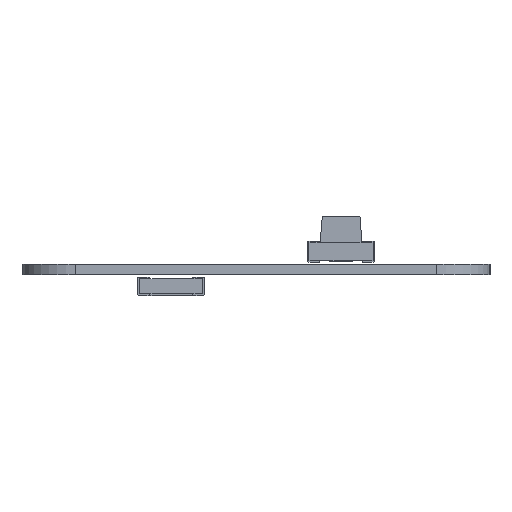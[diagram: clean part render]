
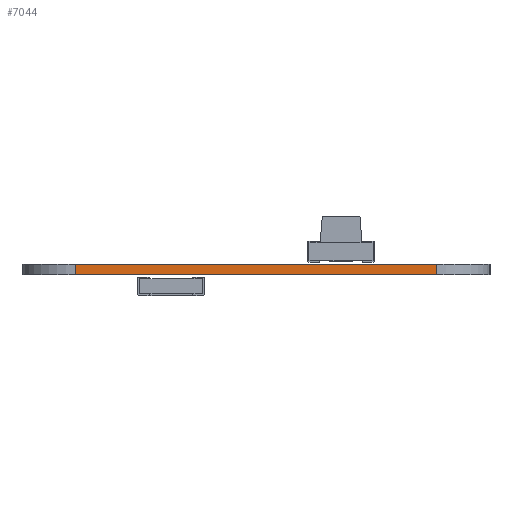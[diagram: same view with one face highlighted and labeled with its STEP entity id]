
A CAD part, left-side view. The second image highlights one B-rep face of the part: STEP entity #7044.
In plain terms, the highlighted planar face has unit normal (-1, 0, 0).
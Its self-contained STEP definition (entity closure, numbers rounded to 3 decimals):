
#5585 = PLANE('',#5586);
#5586 = AXIS2_PLACEMENT_3D('',#5587,#5588,#5589);
#5587 = CARTESIAN_POINT('',(0.762,0.,0.254));
#5588 = DIRECTION('',(0.,0.,1.));
#5589 = DIRECTION('',(1.,0.,-0.));
#5613 = CYLINDRICAL_SURFACE('',#5614,1.27);
#5614 = AXIS2_PLACEMENT_3D('',#5615,#5616,#5617);
#5615 = CARTESIAN_POINT('',(-31.75,4.318,0.));
#5616 = DIRECTION('',(-0.,-0.,-1.));
#5617 = DIRECTION('',(1.,0.,-0.));
#5639 = PLANE('',#5640);
#5640 = AXIS2_PLACEMENT_3D('',#5641,#5642,#5643);
#5641 = CARTESIAN_POINT('',(0.762,0.,0.));
#5642 = DIRECTION('',(0.,0.,1.));
#5643 = DIRECTION('',(1.,0.,-0.));
#5734 = VERTEX_POINT('',#5735);
#5735 = CARTESIAN_POINT('',(-33.02,4.318,0.254));
#5757 = EDGE_CURVE('',#5758,#5734,#5760,.T.);
#5758 = VERTEX_POINT('',#5759);
#5759 = CARTESIAN_POINT('',(-33.02,4.318,0.));
#5760 = SURFACE_CURVE('',#5761,(#5765,#5772),.PCURVE_S1.);
#5761 = LINE('',#5762,#5763);
#5762 = CARTESIAN_POINT('',(-33.02,4.318,0.));
#5763 = VECTOR('',#5764,1.);
#5764 = DIRECTION('',(0.,0.,1.));
#5765 = PCURVE('',#5613,#5766);
#5766 = DEFINITIONAL_REPRESENTATION('',(#5767),#5771);
#5767 = LINE('',#5768,#5769);
#5768 = CARTESIAN_POINT('',(-3.142,0.));
#5769 = VECTOR('',#5770,1.);
#5770 = DIRECTION('',(-0.,-1.));
#5771 = ( GEOMETRIC_REPRESENTATION_CONTEXT(2) 
PARAMETRIC_REPRESENTATION_CONTEXT() REPRESENTATION_CONTEXT('2D SPACE',''
  ) );
#5772 = PCURVE('',#5773,#5778);
#5773 = PLANE('',#5774);
#5774 = AXIS2_PLACEMENT_3D('',#5775,#5776,#5777);
#5775 = CARTESIAN_POINT('',(-33.02,4.318,0.));
#5776 = DIRECTION('',(1.,0.,-0.));
#5777 = DIRECTION('',(0.,-1.,0.));
#5778 = DEFINITIONAL_REPRESENTATION('',(#5779),#5783);
#5779 = LINE('',#5780,#5781);
#5780 = CARTESIAN_POINT('',(0.,0.));
#5781 = VECTOR('',#5782,1.);
#5782 = DIRECTION('',(0.,-1.));
#5783 = ( GEOMETRIC_REPRESENTATION_CONTEXT(2) 
PARAMETRIC_REPRESENTATION_CONTEXT() REPRESENTATION_CONTEXT('2D SPACE',''
  ) );
#5812 = EDGE_CURVE('',#5758,#5813,#5815,.T.);
#5813 = VERTEX_POINT('',#5814);
#5814 = CARTESIAN_POINT('',(-33.02,-4.318,0.));
#5815 = SURFACE_CURVE('',#5816,(#5820,#5827),.PCURVE_S1.);
#5816 = LINE('',#5817,#5818);
#5817 = CARTESIAN_POINT('',(-33.02,4.318,0.));
#5818 = VECTOR('',#5819,1.);
#5819 = DIRECTION('',(0.,-1.,0.));
#5820 = PCURVE('',#5639,#5821);
#5821 = DEFINITIONAL_REPRESENTATION('',(#5822),#5826);
#5822 = LINE('',#5823,#5824);
#5823 = CARTESIAN_POINT('',(-33.782,4.318));
#5824 = VECTOR('',#5825,1.);
#5825 = DIRECTION('',(0.,-1.));
#5826 = ( GEOMETRIC_REPRESENTATION_CONTEXT(2) 
PARAMETRIC_REPRESENTATION_CONTEXT() REPRESENTATION_CONTEXT('2D SPACE',''
  ) );
#5827 = PCURVE('',#5773,#5828);
#5828 = DEFINITIONAL_REPRESENTATION('',(#5829),#5833);
#5829 = LINE('',#5830,#5831);
#5830 = CARTESIAN_POINT('',(0.,0.));
#5831 = VECTOR('',#5832,1.);
#5832 = DIRECTION('',(1.,0.));
#5833 = ( GEOMETRIC_REPRESENTATION_CONTEXT(2) 
PARAMETRIC_REPRESENTATION_CONTEXT() REPRESENTATION_CONTEXT('2D SPACE',''
  ) );
#5852 = CYLINDRICAL_SURFACE('',#5853,1.27);
#5853 = AXIS2_PLACEMENT_3D('',#5854,#5855,#5856);
#5854 = CARTESIAN_POINT('',(-31.75,-4.318,0.));
#5855 = DIRECTION('',(-0.,-0.,-1.));
#5856 = DIRECTION('',(1.,0.,-0.));
#6470 = EDGE_CURVE('',#5734,#6471,#6473,.T.);
#6471 = VERTEX_POINT('',#6472);
#6472 = CARTESIAN_POINT('',(-33.02,-4.318,0.254));
#6473 = SURFACE_CURVE('',#6474,(#6478,#6485),.PCURVE_S1.);
#6474 = LINE('',#6475,#6476);
#6475 = CARTESIAN_POINT('',(-33.02,4.318,0.254));
#6476 = VECTOR('',#6477,1.);
#6477 = DIRECTION('',(0.,-1.,0.));
#6478 = PCURVE('',#5585,#6479);
#6479 = DEFINITIONAL_REPRESENTATION('',(#6480),#6484);
#6480 = LINE('',#6481,#6482);
#6481 = CARTESIAN_POINT('',(-33.782,4.318));
#6482 = VECTOR('',#6483,1.);
#6483 = DIRECTION('',(0.,-1.));
#6484 = ( GEOMETRIC_REPRESENTATION_CONTEXT(2) 
PARAMETRIC_REPRESENTATION_CONTEXT() REPRESENTATION_CONTEXT('2D SPACE',''
  ) );
#6485 = PCURVE('',#5773,#6486);
#6486 = DEFINITIONAL_REPRESENTATION('',(#6487),#6491);
#6487 = LINE('',#6488,#6489);
#6488 = CARTESIAN_POINT('',(0.,-0.254));
#6489 = VECTOR('',#6490,1.);
#6490 = DIRECTION('',(1.,0.));
#6491 = ( GEOMETRIC_REPRESENTATION_CONTEXT(2) 
PARAMETRIC_REPRESENTATION_CONTEXT() REPRESENTATION_CONTEXT('2D SPACE',''
  ) );
#7044 = ADVANCED_FACE('',(#7045),#5773,.F.);
#7045 = FACE_BOUND('',#7046,.F.);
#7046 = EDGE_LOOP('',(#7047,#7048,#7049,#7070));
#7047 = ORIENTED_EDGE('',*,*,#5757,.T.);
#7048 = ORIENTED_EDGE('',*,*,#6470,.T.);
#7049 = ORIENTED_EDGE('',*,*,#7050,.F.);
#7050 = EDGE_CURVE('',#5813,#6471,#7051,.T.);
#7051 = SURFACE_CURVE('',#7052,(#7056,#7063),.PCURVE_S1.);
#7052 = LINE('',#7053,#7054);
#7053 = CARTESIAN_POINT('',(-33.02,-4.318,0.));
#7054 = VECTOR('',#7055,1.);
#7055 = DIRECTION('',(0.,0.,1.));
#7056 = PCURVE('',#5773,#7057);
#7057 = DEFINITIONAL_REPRESENTATION('',(#7058),#7062);
#7058 = LINE('',#7059,#7060);
#7059 = CARTESIAN_POINT('',(8.636,0.));
#7060 = VECTOR('',#7061,1.);
#7061 = DIRECTION('',(0.,-1.));
#7062 = ( GEOMETRIC_REPRESENTATION_CONTEXT(2) 
PARAMETRIC_REPRESENTATION_CONTEXT() REPRESENTATION_CONTEXT('2D SPACE',''
  ) );
#7063 = PCURVE('',#5852,#7064);
#7064 = DEFINITIONAL_REPRESENTATION('',(#7065),#7069);
#7065 = LINE('',#7066,#7067);
#7066 = CARTESIAN_POINT('',(-3.142,0.));
#7067 = VECTOR('',#7068,1.);
#7068 = DIRECTION('',(-0.,-1.));
#7069 = ( GEOMETRIC_REPRESENTATION_CONTEXT(2) 
PARAMETRIC_REPRESENTATION_CONTEXT() REPRESENTATION_CONTEXT('2D SPACE',''
  ) );
#7070 = ORIENTED_EDGE('',*,*,#5812,.F.);
